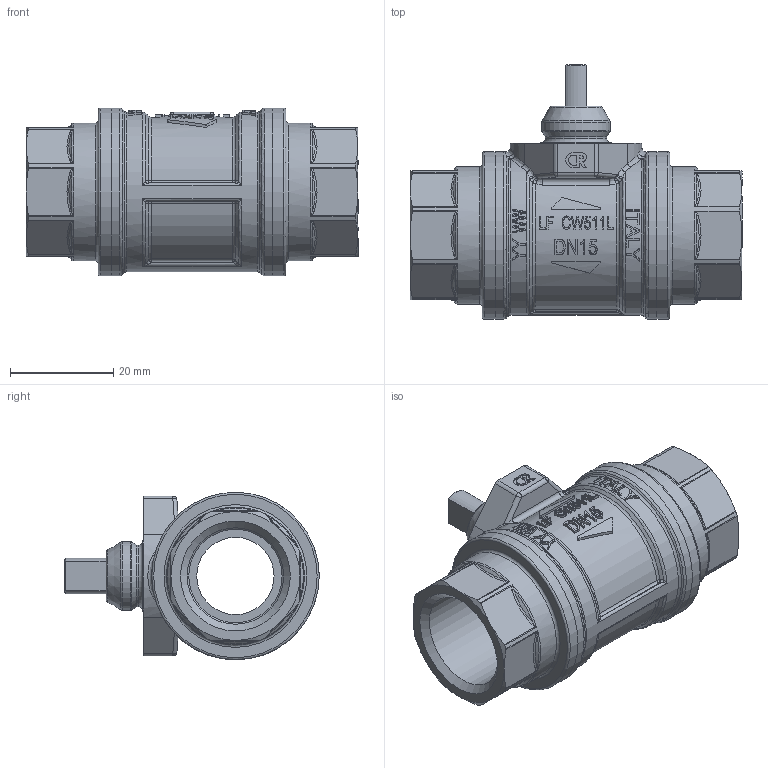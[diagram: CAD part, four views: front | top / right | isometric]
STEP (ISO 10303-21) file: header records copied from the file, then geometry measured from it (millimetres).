
FILE_DESCRIPTION(/* description */ (''),/* implementation_level */ '2;1');
FILE_NAME(/* name */ 'S477D00QBL.stp',/* time_stamp */ '2022-04-28T09:08:02+02:00',/* author */ ('Bonomellir'),/* organization */ (''),/* preprocessor_version */ 'ST-DEVELOPER v18.1',/* originating_system */ 'Autodesk Inventor 2021',/* authorisation */ '');
FILE_SCHEMA (('AUTOMOTIVE_DESIGN { 1 0 10303 214 3 1 1 }'));
Length unit declared in the file: millimetre
Products named in the file (5): S477D00QBL; M477D00QBL; PAGGE3QBL; PA6GG3QBL; O477D00G
Assembly tree (5 placements, depth 3):
  S477D00QBL
    M477D00QBL
    PAGGE3QBL
      PA6GG3QBL
    O477D00G  x2
Bounding box: 64.4 x 49.35 x 32.5 mm (x, y, z)
Volume: 36107.3 mm3; surface area: 16079.2 mm2
Topology: 4 solids, 4 shells, 661 faces, 1666 edges, 1014 vertices
Faces by surface type: bspline 238, plane 203, cylinder 111, cone 56, torus 40, sphere 13
Full cylindrical faces by diameter (mm): 5 x2, 8 x1, 12 x1, 13.3 x1, 13.7 x1, 15 x3, 18.7 x2, 26.7 x2, 27 x2, 32.5 x4
Entity records: 21423 total; most frequent: CARTESIAN_POINT 8386, ORIENTED_EDGE 2794, DIRECTION 2158, EDGE_CURVE 1397, VERTEX_POINT 881, AXIS2_PLACEMENT_3D 829, EDGE_LOOP 606, STYLED_ITEM 563
